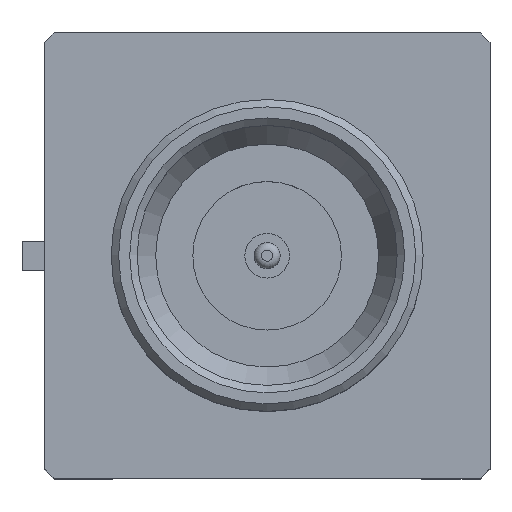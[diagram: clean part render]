
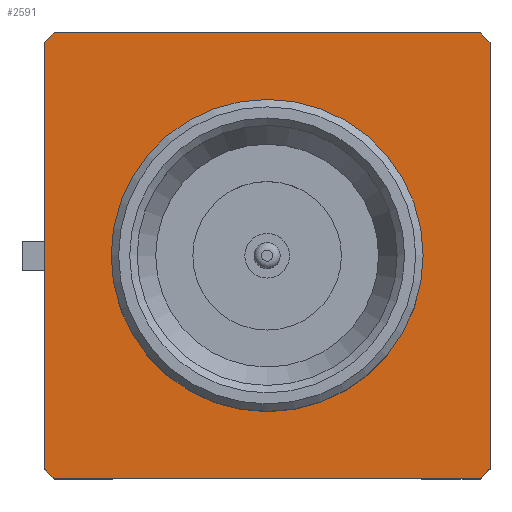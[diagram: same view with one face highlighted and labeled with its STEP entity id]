
A CAD part, top view. The second image highlights one B-rep face of the part: STEP entity #2591.
In plain terms, the highlighted planar face has unit normal (0, 0, 1).
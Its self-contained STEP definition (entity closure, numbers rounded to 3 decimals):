
#165=LINE('',#3707,#353);
#172=LINE('',#3720,#360);
#181=LINE('',#3738,#369);
#196=LINE('',#3776,#384);
#353=VECTOR('',#3145,1000.);
#360=VECTOR('',#3158,1000.);
#369=VECTOR('',#3173,1000.);
#384=VECTOR('',#3210,1000.);
#740=ORIENTED_EDGE('',*,*,#1050,.T.);
#741=ORIENTED_EDGE('',*,*,#1158,.F.);
#742=ORIENTED_EDGE('',*,*,#1159,.T.);
#743=ORIENTED_EDGE('',*,*,#1123,.F.);
#744=ORIENTED_EDGE('',*,*,#1049,.T.);
#745=ORIENTED_EDGE('',*,*,#1130,.F.);
#746=ORIENTED_EDGE('',*,*,#1046,.T.);
#747=ORIENTED_EDGE('',*,*,#1139,.F.);
#748=ORIENTED_EDGE('',*,*,#1157,.T.);
#1046=EDGE_CURVE('',#1287,#1288,#1426,.F.);
#1049=EDGE_CURVE('',#1289,#1290,#1427,.F.);
#1050=EDGE_CURVE('',#1291,#1291,#1428,.T.);
#1123=EDGE_CURVE('',#1289,#1346,#165,.T.);
#1130=EDGE_CURVE('',#1287,#1290,#172,.T.);
#1139=EDGE_CURVE('',#1357,#1288,#181,.T.);
#1157=EDGE_CURVE('',#1357,#1369,#1454,.F.);
#1158=EDGE_CURVE('',#1370,#1369,#196,.T.);
#1159=EDGE_CURVE('',#1370,#1346,#1455,.F.);
#1287=VERTEX_POINT('',#3545);
#1288=VERTEX_POINT('',#3547);
#1289=VERTEX_POINT('',#3551);
#1290=VERTEX_POINT('',#3553);
#1291=VERTEX_POINT('',#3557);
#1346=VERTEX_POINT('',#3701);
#1357=VERTEX_POINT('',#3737);
#1369=VERTEX_POINT('',#3773);
#1370=VERTEX_POINT('',#3777);
#1426=CIRCLE('',#2698,4.15);
#1427=CIRCLE('',#2700,4.15);
#1428=CIRCLE('',#2702,2.1);
#1454=CIRCLE('',#2760,4.15);
#1455=CIRCLE('',#2762,4.15);
#1549=EDGE_LOOP('',(#740));
#1550=EDGE_LOOP('',(#741,#742,#743,#744,#745,#746,#747,#748));
#1671=FACE_BOUND('',#1549,.T.);
#1672=FACE_BOUND('',#1550,.T.);
#1754=PLANE('',#2761);
#2591=ADVANCED_FACE('',(#1671,#1672),#1754,.F.);
#2698=AXIS2_PLACEMENT_3D('',#3548,#2999,#3000);
#2700=AXIS2_PLACEMENT_3D('',#3554,#3005,#3006);
#2702=AXIS2_PLACEMENT_3D('',#3556,#3009,#3010);
#2760=AXIS2_PLACEMENT_3D('',#3774,#3206,#3207);
#2761=AXIS2_PLACEMENT_3D('',#3775,#3208,#3209);
#2762=AXIS2_PLACEMENT_3D('',#3778,#3211,#3212);
#2999=DIRECTION('',(0.,0.,-1.));
#3000=DIRECTION('',(-1.,0.,0.));
#3005=DIRECTION('',(0.,0.,-1.));
#3006=DIRECTION('',(-1.,0.,0.));
#3009=DIRECTION('',(0.,0.,-1.));
#3010=DIRECTION('',(0.,-1.,0.));
#3145=DIRECTION('',(-1.,0.,0.));
#3158=DIRECTION('',(0.,-1.,0.));
#3173=DIRECTION('',(1.,0.,0.));
#3206=DIRECTION('',(0.,0.,-1.));
#3207=DIRECTION('',(-1.,0.,0.));
#3208=DIRECTION('',(0.,0.,-1.));
#3209=DIRECTION('',(-1.,0.,0.));
#3210=DIRECTION('',(0.,1.,0.));
#3211=DIRECTION('',(0.,0.,-1.));
#3212=DIRECTION('',(-1.,0.,0.));
#3545=CARTESIAN_POINT('',(3.,2.867,0.));
#3547=CARTESIAN_POINT('',(2.867,3.,0.));
#3548=CARTESIAN_POINT('',(0.,0.,0.));
#3551=CARTESIAN_POINT('',(2.867,-3.,0.));
#3553=CARTESIAN_POINT('',(3.,-2.867,0.));
#3554=CARTESIAN_POINT('',(0.,0.,0.));
#3556=CARTESIAN_POINT('',(0.,0.,0.));
#3557=CARTESIAN_POINT('',(0.,-2.1,0.));
#3701=CARTESIAN_POINT('',(-2.867,-3.,0.));
#3707=CARTESIAN_POINT('',(3.,-3.,0.));
#3720=CARTESIAN_POINT('',(3.,3.,0.));
#3737=CARTESIAN_POINT('',(-2.867,3.,0.));
#3738=CARTESIAN_POINT('',(-3.,3.,0.));
#3773=CARTESIAN_POINT('',(-3.,2.867,0.));
#3774=CARTESIAN_POINT('',(0.,0.,0.));
#3775=CARTESIAN_POINT('',(0.,0.,0.));
#3776=CARTESIAN_POINT('',(-3.,-3.,0.));
#3777=CARTESIAN_POINT('',(-3.,-2.867,0.));
#3778=CARTESIAN_POINT('',(0.,0.,0.));
